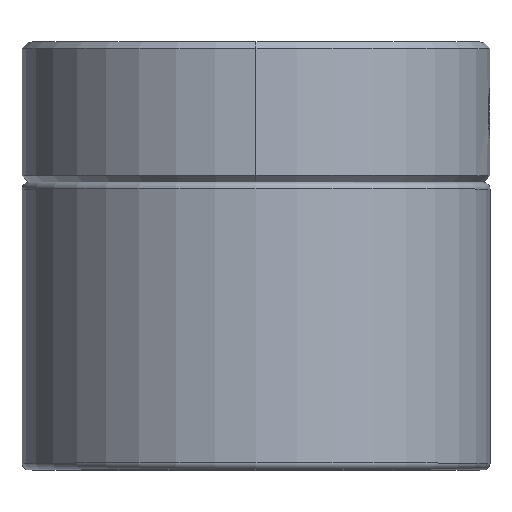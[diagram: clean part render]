
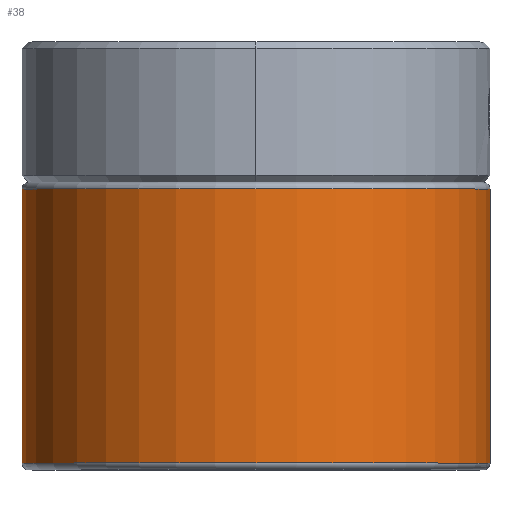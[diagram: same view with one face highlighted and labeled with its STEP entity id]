
A CAD part, top view. The second image highlights one B-rep face of the part: STEP entity #38.
In plain terms, the highlighted cylindrical face has radius 17.5 mm (diameter 35 mm), a partial arc.
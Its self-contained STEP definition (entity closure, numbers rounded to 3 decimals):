
#38 = ADVANCED_FACE ( 'NONE', ( #2748 ), #222, .T. ) ;
#222 = CYLINDRICAL_SURFACE ( 'NONE', #2962, 17.5 ) ;
#372 = LINE ( 'NONE', #1202, #2204 ) ;
#556 = ORIENTED_EDGE ( 'NONE', *, *, #2711, .T. ) ;
#762 = DIRECTION ( 'NONE',  ( 1., 0., 0. ) ) ;
#905 = ORIENTED_EDGE ( 'NONE', *, *, #1269, .T. ) ;
#932 = CARTESIAN_POINT ( 'NONE',  ( 0., 0., 21. ) ) ;
#981 = AXIS2_PLACEMENT_3D ( 'NONE', #932, #1167, #1795 ) ;
#994 = CARTESIAN_POINT ( 'NONE',  ( 17.5, 0., 21. ) ) ;
#1033 = CIRCLE ( 'NONE', #981, 17.5 ) ;
#1082 = EDGE_CURVE ( 'NONE', #2633, #2006, #1033, .T. ) ;
#1167 = DIRECTION ( 'NONE',  ( 0., 0., -1. ) ) ;
#1202 = CARTESIAN_POINT ( 'NONE',  ( 17.5, 0., 21.5 ) ) ;
#1269 = EDGE_CURVE ( 'NONE', #1448, #1290, #3033, .T. ) ;
#1290 = VERTEX_POINT ( 'NONE', #1553 ) ;
#1326 = DIRECTION ( 'NONE',  ( -1., 0., 0. ) ) ;
#1347 = DIRECTION ( 'NONE',  ( 0., 0., -1. ) ) ;
#1366 = EDGE_LOOP ( 'NONE', ( #3030, #556, #905, #2119 ) ) ;
#1448 = VERTEX_POINT ( 'NONE', #3023 ) ;
#1519 = DIRECTION ( 'NONE',  ( 0., 0., -1. ) ) ;
#1553 = CARTESIAN_POINT ( 'NONE',  ( -17.5, 0., 0.5 ) ) ;
#1666 = EDGE_CURVE ( 'NONE', #2633, #1290, #2588, .T. ) ;
#1745 = AXIS2_PLACEMENT_3D ( 'NONE', #2714, #2090, #762 ) ;
#1795 = DIRECTION ( 'NONE',  ( 1., 0., 0. ) ) ;
#2006 = VERTEX_POINT ( 'NONE', #994 ) ;
#2090 = DIRECTION ( 'NONE',  ( 0., 0., 1. ) ) ;
#2119 = ORIENTED_EDGE ( 'NONE', *, *, #1666, .F. ) ;
#2179 = CARTESIAN_POINT ( 'NONE',  ( 0., 0., 21.5 ) ) ;
#2204 = VECTOR ( 'NONE', #2860, 1000. ) ;
#2313 = CARTESIAN_POINT ( 'NONE',  ( -17.5, 0., 21.5 ) ) ;
#2588 = LINE ( 'NONE', #2313, #2862 ) ;
#2633 = VERTEX_POINT ( 'NONE', #2978 ) ;
#2711 = EDGE_CURVE ( 'NONE', #2006, #1448, #372, .T. ) ;
#2714 = CARTESIAN_POINT ( 'NONE',  ( 0., 0., 0.5 ) ) ;
#2748 = FACE_OUTER_BOUND ( 'NONE', #1366, .T. ) ;
#2860 = DIRECTION ( 'NONE',  ( 0., 0., -1. ) ) ;
#2862 = VECTOR ( 'NONE', #1519, 1000. ) ;
#2962 = AXIS2_PLACEMENT_3D ( 'NONE', #2179, #1347, #1326 ) ;
#2978 = CARTESIAN_POINT ( 'NONE',  ( -17.5, 0., 21. ) ) ;
#3023 = CARTESIAN_POINT ( 'NONE',  ( 17.5, 0., 0.5 ) ) ;
#3030 = ORIENTED_EDGE ( 'NONE', *, *, #1082, .T. ) ;
#3033 = CIRCLE ( 'NONE', #1745, 17.5 ) ;
